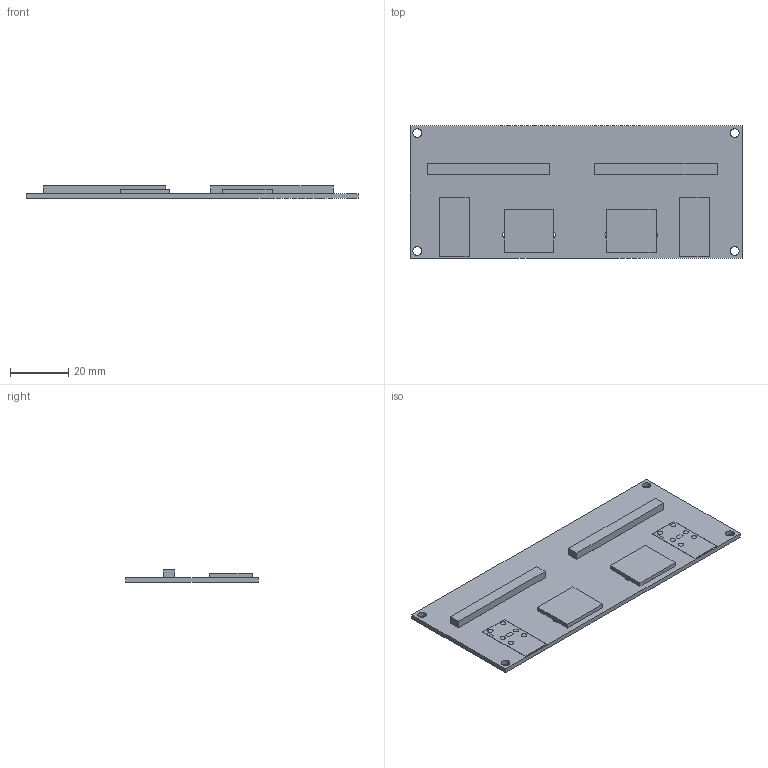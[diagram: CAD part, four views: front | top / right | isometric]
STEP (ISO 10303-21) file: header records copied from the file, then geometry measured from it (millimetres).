
FILE_DESCRIPTION(/* description */ (''),/* implementation_level */ '2;1');
FILE_NAME(/* name */ '905babc3-8544-4b21-8051-3413014e6ee1.stp',/* time_stamp */ '2023-01-15T14:07:09Z',/* author */ (''),/* organization */ (''),/* preprocessor_version */ 'ST-DEVELOPER v19.2',/* originating_system */ 'Autodesk Translation Framework v11.17.0.187',/* authorisation */ '');
FILE_SCHEMA (('AUTOMOTIVE_DESIGN { 1 0 10303 214 3 1 1 }'));
Length unit declared in the file: millimetre
Products named in the file (6): 905babc3-8544-4b21-8051-3413014e6ee1; PCB Component; Board; MAB5SH; CON34; FC68371
Assembly tree (8 placements, depth 3):
  905babc3-8544-4b21-8051-3413014e6ee1
    PCB Component
      Board
      MAB5SH  x2
      CON34  x2
      FC68371  x2
Bounding box: 114 x 45.57 x 4.25 mm (x, y, z)
Volume: 9563.4 mm3; surface area: 14430.7 mm2
Topology: 7 solids, 7 shells, 160 faces, 438 edges, 292 vertices
Faces by surface type: cylinder 102, plane 58
Full cylindrical faces by diameter (mm): 0.914 x68, 1.321 x14, 1.8 x12, 2.794 x4, 3 x4
Entity records: 5462 total; most frequent: DIRECTION 918, CARTESIAN_POINT 826, ORIENTED_EDGE 804, EDGE_CURVE 402, AXIS2_PLACEMENT_3D 360, EDGE_LOOP 354, VERTEX_POINT 268, FACE_BOUND 212
